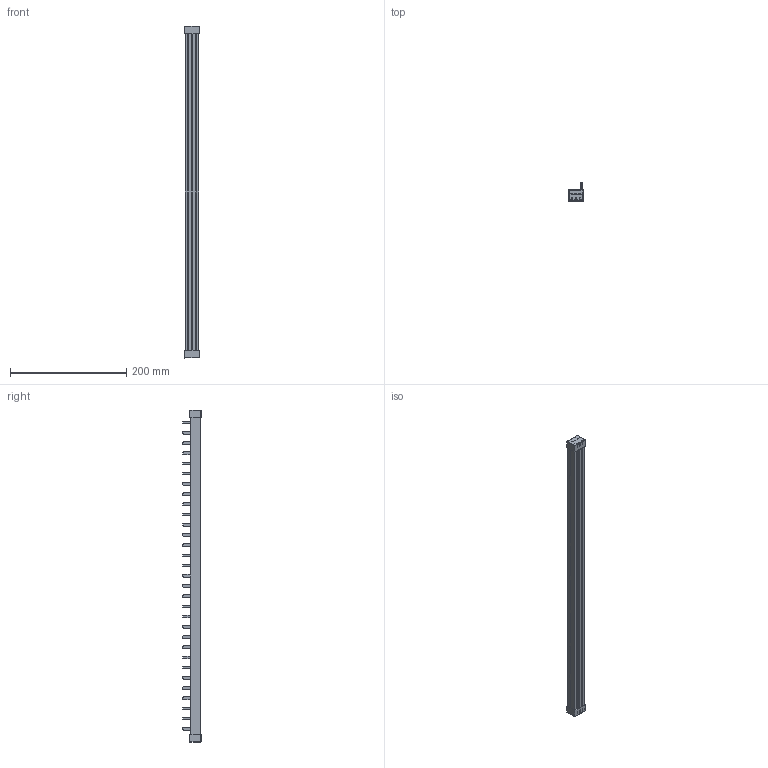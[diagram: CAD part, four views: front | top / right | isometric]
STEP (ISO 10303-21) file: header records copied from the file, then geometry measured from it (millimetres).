
FILE_DESCRIPTION (( 'STEP AP203' ), '1' );
FILE_NAME ('Fourfaze Müþterek W Otomat Barasý - 8 Modül.STEP', '2020-08-20T05:33:42', ( '' ), ( '' ), 'SwSTEP 2.0', 'SolidWorks 2011', '' );
FILE_SCHEMA (( 'CONFIG_CONTROL_DESIGN' ));
Length unit declared in the file: millimetre
Products named in the file (1): Fourfaze Müþterek W Otomat Barasý - 8 Modül
Bounding box: 26.4 x 31.2 x 570 mm (x, y, z)
Volume: 136964 mm3; surface area: 108578.8 mm2
Topology: 1 solids, 1 shells, 1814 faces, 5379 edges, 3554 vertices
Faces by surface type: plane 1600, cylinder 210, bspline 4
Entity records: 61385 total; most frequent: CARTESIAN_POINT 13083, ORIENTED_EDGE 10750, DIRECTION 8968, EDGE_CURVE 5375, LINE 4906, VECTOR 4906, VERTEX_POINT 3554, AXIS2_PLACEMENT_3D 2031
